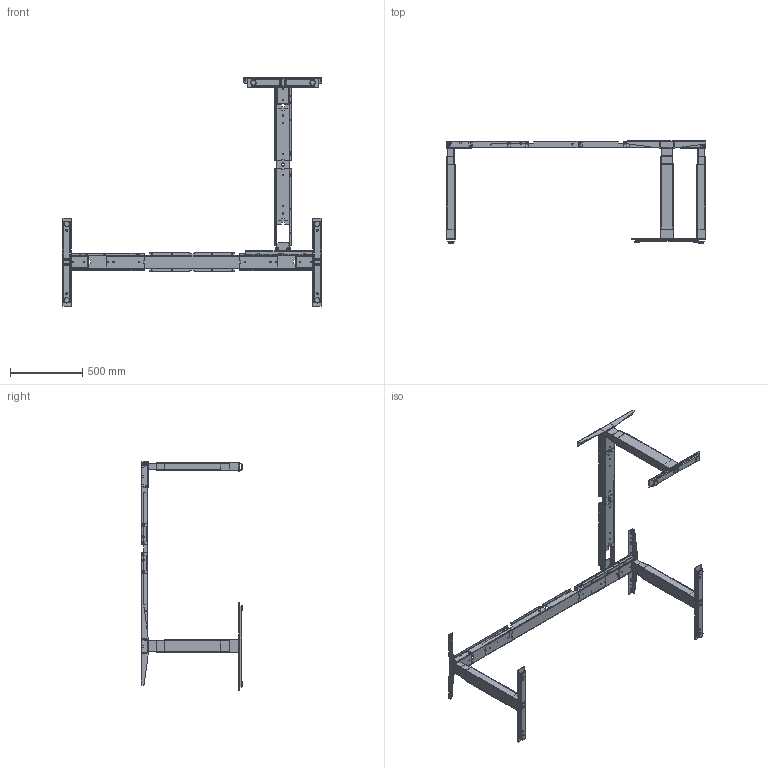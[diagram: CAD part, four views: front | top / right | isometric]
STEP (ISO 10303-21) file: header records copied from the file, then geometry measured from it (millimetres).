
FILE_DESCRIPTION (( 'STEP AP203' ), '1' );
FILE_NAME ('C31B1213115AxxG_ Classic 2.0 Flex -2023 3c_3S, Fl174_Fl115.STEP', '2023-06-20T12:48:10', ( '' ), ( '' ), 'SwSTEP 2.0', 'SolidWorks 2021', '' );
FILE_SCHEMA (( 'CONFIG_CONTROL_DESIGN' ));
Products named in the file (1): C31B1213115AxxG_ Classic 2.0 Flex -2023 3c_3S, Fl174_Fl115
Bounding box: 1800 x 706 x 1580.88 mm (x, y, z)
Surface area: 3764902.7 mm2 (no closed solid volume)
Topology: 0 solids, 1103 shells, 3052 faces, 15777 edges, 13399 vertices
Faces by surface type: plane 1612, cylinder 898, bspline 314, cone 107, torus 93, sphere 28
Entity records: 168191 total; most frequent: CARTESIAN_POINT 53099, DIRECTION 22288, ORIENTED_EDGE 19162, EDGE_CURVE 15767, VERTEX_POINT 13399, VECTOR 9856, LINE 9856, AXIS2_PLACEMENT_3D 6216
